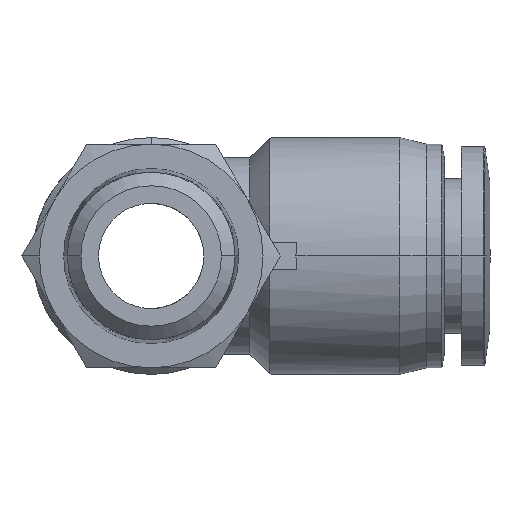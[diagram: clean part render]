
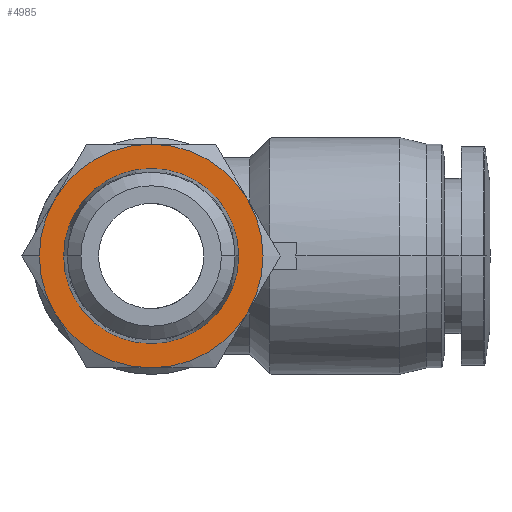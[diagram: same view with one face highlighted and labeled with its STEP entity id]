
A CAD part, front view. The second image highlights one B-rep face of the part: STEP entity #4985.
In plain terms, the highlighted planar face has unit normal (0, -1, 0).
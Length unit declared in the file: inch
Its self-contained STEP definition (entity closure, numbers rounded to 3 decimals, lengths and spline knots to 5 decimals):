
#59 = AXIS2_PLACEMENT_3D ( 'NONE', #1773, #1672, #1305 ) ;
#174 = DIRECTION ( 'NONE',  ( 0., -1., 0. ) ) ;
#202 = CIRCLE ( 'NONE', #4924, 0.33465 ) ;
#231 = EDGE_CURVE ( 'NONE', #1018, #3041, #2660, .T. ) ;
#279 = CARTESIAN_POINT ( 'NONE',  ( 0., -0.23622, -0.33465 ) ) ;
#362 = CIRCLE ( 'NONE', #3122, 0.33465 ) ;
#459 = DIRECTION ( 'NONE',  ( 0., -1., 0. ) ) ;
#509 = EDGE_CURVE ( 'NONE', #4163, #2406, #1137, .T. ) ;
#581 = DIRECTION ( 'NONE',  ( -1., 0., 0. ) ) ;
#640 = DIRECTION ( 'NONE',  ( 0., -1., 0. ) ) ;
#655 = CARTESIAN_POINT ( 'NONE',  ( 0., -0.23622, 0. ) ) ;
#883 = AXIS2_PLACEMENT_3D ( 'NONE', #3513, #1258, #3904 ) ;
#905 = CIRCLE ( 'NONE', #1188, 0.33465 ) ;
#978 = ORIENTED_EDGE ( 'NONE', *, *, #4245, .F. ) ;
#1018 = VERTEX_POINT ( 'NONE', #2719 ) ;
#1063 = AXIS2_PLACEMENT_3D ( 'NONE', #2086, #2074, #2062 ) ;
#1137 = CIRCLE ( 'NONE', #1063, 0.33465 ) ;
#1188 = AXIS2_PLACEMENT_3D ( 'NONE', #655, #640, #581 ) ;
#1224 = EDGE_CURVE ( 'NONE', #1231, #2402, #905, .T. ) ;
#1231 = VERTEX_POINT ( 'NONE', #279 ) ;
#1241 = CARTESIAN_POINT ( 'NONE',  ( -0.28981, -0.23622, -0.16732 ) ) ;
#1258 = DIRECTION ( 'NONE',  ( 0., -1., 0. ) ) ;
#1305 = DIRECTION ( 'NONE',  ( -1., 0., 0. ) ) ;
#1367 = CARTESIAN_POINT ( 'NONE',  ( 0., -0.23622, 0. ) ) ;
#1377 = CIRCLE ( 'NONE', #3000, 0.26181 ) ;
#1435 = CIRCLE ( 'NONE', #883, 0.33465 ) ;
#1463 = ORIENTED_EDGE ( 'NONE', *, *, #231, .T. ) ;
#1580 = CARTESIAN_POINT ( 'NONE',  ( 0., -0.23622, 0. ) ) ;
#1598 = CARTESIAN_POINT ( 'NONE',  ( -0.28981, -0.23622, 0.16732 ) ) ;
#1606 = AXIS2_PLACEMENT_3D ( 'NONE', #4260, #1985, #4677 ) ;
#1672 = DIRECTION ( 'NONE',  ( 0., -1., 0. ) ) ;
#1714 = VERTEX_POINT ( 'NONE', #4945 ) ;
#1720 = ORIENTED_EDGE ( 'NONE', *, *, #1224, .T. ) ;
#1764 = DIRECTION ( 'NONE',  ( -1., 0., 0. ) ) ;
#1773 = CARTESIAN_POINT ( 'NONE',  ( 0., -0.23622, 0. ) ) ;
#1887 = VERTEX_POINT ( 'NONE', #2613 ) ;
#1955 = DIRECTION ( 'NONE',  ( -1., 0., 0. ) ) ;
#1985 = DIRECTION ( 'NONE',  ( 0., -1., 0. ) ) ;
#2062 = DIRECTION ( 'NONE',  ( -1., 0., 0. ) ) ;
#2074 = DIRECTION ( 'NONE',  ( 0., -1., 0. ) ) ;
#2086 = CARTESIAN_POINT ( 'NONE',  ( 0., -0.23622, 0. ) ) ;
#2094 = DIRECTION ( 'NONE',  ( 0., -1., 0. ) ) ;
#2396 = EDGE_CURVE ( 'NONE', #1714, #1018, #362, .T. ) ;
#2402 = VERTEX_POINT ( 'NONE', #4688 ) ;
#2406 = VERTEX_POINT ( 'NONE', #1241 ) ;
#2478 = CARTESIAN_POINT ( 'NONE',  ( -0.29823, -0.23622, 0. ) ) ;
#2613 = CARTESIAN_POINT ( 'NONE',  ( 0.26181, -0.23622, 0. ) ) ;
#2660 = CIRCLE ( 'NONE', #59, 0.33465 ) ;
#2686 = ORIENTED_EDGE ( 'NONE', *, *, #3067, .T. ) ;
#2719 = CARTESIAN_POINT ( 'NONE',  ( 0., -0.23622, 0.33465 ) ) ;
#2739 = CARTESIAN_POINT ( 'NONE',  ( 0., -0.23622, 0. ) ) ;
#2792 = VERTEX_POINT ( 'NONE', #4103 ) ;
#2848 = DIRECTION ( 'NONE',  ( 0., 0., -1. ) ) ;
#2891 = CIRCLE ( 'NONE', #4937, 0.33465 ) ;
#2894 = AXIS2_PLACEMENT_3D ( 'NONE', #2478, #174, #2848 ) ;
#2951 = FACE_OUTER_BOUND ( 'NONE', #3956, .T. ) ;
#2999 = CARTESIAN_POINT ( 'NONE',  ( -0.33465, -0.23622, 0. ) ) ;
#3000 = AXIS2_PLACEMENT_3D ( 'NONE', #1580, #4232, #1955 ) ;
#3014 = EDGE_CURVE ( 'NONE', #1887, #2792, #1377, .T. ) ;
#3041 = VERTEX_POINT ( 'NONE', #1598 ) ;
#3067 = EDGE_CURVE ( 'NONE', #2406, #1231, #1435, .T. ) ;
#3107 = DIRECTION ( 'NONE',  ( -1., 0., 0. ) ) ;
#3122 = AXIS2_PLACEMENT_3D ( 'NONE', #2739, #459, #3107 ) ;
#3513 = CARTESIAN_POINT ( 'NONE',  ( 0., -0.23622, 0. ) ) ;
#3687 = ORIENTED_EDGE ( 'NONE', *, *, #509, .T. ) ;
#3763 = ORIENTED_EDGE ( 'NONE', *, *, #4285, .T. ) ;
#3904 = DIRECTION ( 'NONE',  ( -1., 0., 0. ) ) ;
#3930 = ORIENTED_EDGE ( 'NONE', *, *, #3014, .F. ) ;
#3956 = EDGE_LOOP ( 'NONE', ( #4111, #1463, #4356, #3687, #2686, #1720, #3763 ) ) ;
#4022 = DIRECTION ( 'NONE',  ( 0., -1., 0. ) ) ;
#4098 = FACE_BOUND ( 'NONE', #4377, .T. ) ;
#4103 = CARTESIAN_POINT ( 'NONE',  ( -0.26181, -0.23622, 0. ) ) ;
#4111 = ORIENTED_EDGE ( 'NONE', *, *, #2396, .T. ) ;
#4156 = PLANE ( 'NONE',  #2894 ) ;
#4163 = VERTEX_POINT ( 'NONE', #2999 ) ;
#4232 = DIRECTION ( 'NONE',  ( 0., -1., 0. ) ) ;
#4245 = EDGE_CURVE ( 'NONE', #2792, #1887, #4910, .T. ) ;
#4260 = CARTESIAN_POINT ( 'NONE',  ( 0., -0.23622, 0. ) ) ;
#4285 = EDGE_CURVE ( 'NONE', #2402, #1714, #2891, .T. ) ;
#4356 = ORIENTED_EDGE ( 'NONE', *, *, #4742, .T. ) ;
#4377 = EDGE_LOOP ( 'NONE', ( #978, #3930 ) ) ;
#4385 = CARTESIAN_POINT ( 'NONE',  ( 0., -0.23622, 0. ) ) ;
#4677 = DIRECTION ( 'NONE',  ( -1., 0., 0. ) ) ;
#4688 = CARTESIAN_POINT ( 'NONE',  ( 0.28981, -0.23622, -0.16732 ) ) ;
#4742 = EDGE_CURVE ( 'NONE', #3041, #4163, #202, .T. ) ;
#4800 = DIRECTION ( 'NONE',  ( -1., 0., 0. ) ) ;
#4910 = CIRCLE ( 'NONE', #1606, 0.26181 ) ;
#4924 = AXIS2_PLACEMENT_3D ( 'NONE', #1367, #4022, #1764 ) ;
#4937 = AXIS2_PLACEMENT_3D ( 'NONE', #4385, #2094, #4800 ) ;
#4945 = CARTESIAN_POINT ( 'NONE',  ( 0.28981, -0.23622, 0.16732 ) ) ;
#4985 = ADVANCED_FACE ( 'NONE', ( #4098, #2951 ), #4156, .T. ) ;
